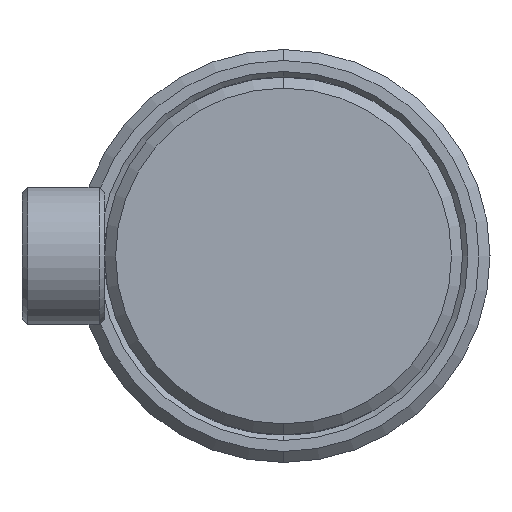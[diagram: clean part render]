
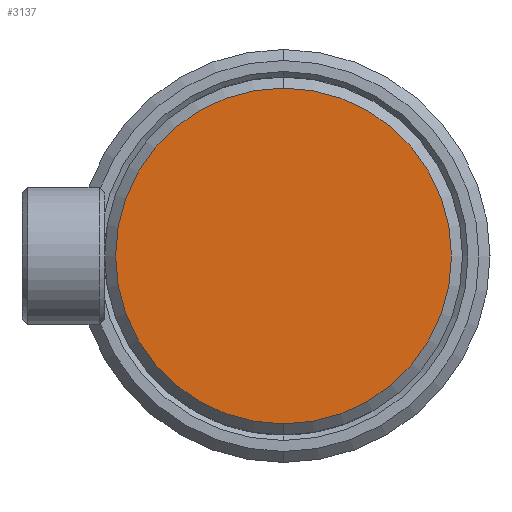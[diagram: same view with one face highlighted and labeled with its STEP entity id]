
A CAD part, left-side view. The second image highlights one B-rep face of the part: STEP entity #3137.
In plain terms, the highlighted planar face has unit normal (-1, 0, 0).
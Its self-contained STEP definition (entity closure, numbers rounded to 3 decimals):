
#317 = CARTESIAN_POINT ( 'NONE',  ( -53., 0., -30.5 ) ) ;
#470 = EDGE_CURVE ( 'NONE', #1323, #796, #1335, .T. ) ;
#635 = CARTESIAN_POINT ( 'NONE',  ( -53., 32.5, 0. ) ) ;
#793 = CARTESIAN_POINT ( 'NONE',  ( -53., 0., 30.5 ) ) ;
#796 = VERTEX_POINT ( 'NONE', #317 ) ;
#833 = PLANE ( 'NONE',  #1402 ) ;
#844 = AXIS2_PLACEMENT_3D ( 'NONE', #2055, #2224, #2260 ) ;
#999 = EDGE_CURVE ( 'NONE', #796, #1323, #2364, .T. ) ;
#1260 = ORIENTED_EDGE ( 'NONE', *, *, #999, .T. ) ;
#1323 = VERTEX_POINT ( 'NONE', #793 ) ;
#1335 = CIRCLE ( 'NONE', #3124, 30.5 ) ;
#1402 = AXIS2_PLACEMENT_3D ( 'NONE', #635, #1593, #2120 ) ;
#1593 = DIRECTION ( 'NONE',  ( 1., 0., 0. ) ) ;
#1909 = CARTESIAN_POINT ( 'NONE',  ( -53., 0., 0. ) ) ;
#2055 = CARTESIAN_POINT ( 'NONE',  ( -53., 0., 0. ) ) ;
#2120 = DIRECTION ( 'NONE',  ( 0., 0., -1. ) ) ;
#2224 = DIRECTION ( 'NONE',  ( -1., 0., 0. ) ) ;
#2248 = EDGE_LOOP ( 'NONE', ( #1260, #2265 ) ) ;
#2260 = DIRECTION ( 'NONE',  ( 0., 0., -1. ) ) ;
#2265 = ORIENTED_EDGE ( 'NONE', *, *, #470, .T. ) ;
#2364 = CIRCLE ( 'NONE', #844, 30.5 ) ;
#2737 = DIRECTION ( 'NONE',  ( -1., 0., 0. ) ) ;
#2754 = DIRECTION ( 'NONE',  ( 0., 0., -1. ) ) ;
#2811 = FACE_OUTER_BOUND ( 'NONE', #2248, .T. ) ;
#3124 = AXIS2_PLACEMENT_3D ( 'NONE', #1909, #2737, #2754 ) ;
#3137 = ADVANCED_FACE ( 'NONE', ( #2811 ), #833, .F. ) ;
